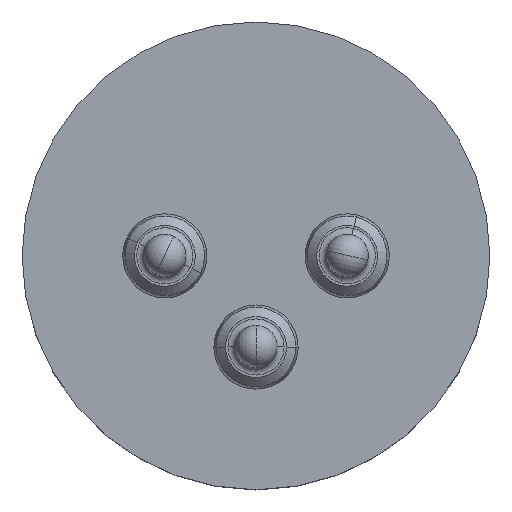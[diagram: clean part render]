
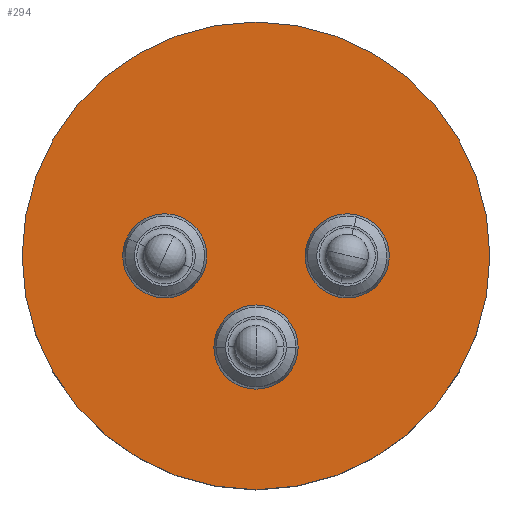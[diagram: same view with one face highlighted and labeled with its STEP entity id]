
A CAD part, top view. The second image highlights one B-rep face of the part: STEP entity #294.
In plain terms, the highlighted planar face has unit normal (0, 0, 1).
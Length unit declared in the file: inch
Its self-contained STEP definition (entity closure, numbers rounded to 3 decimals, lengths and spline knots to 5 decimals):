
#294 = ADVANCED_FACE ( 'NONE', ( #3041, #3042, #3044, #3040 ), #2855, .T. ) ;
#609 = ORIENTED_EDGE ( 'NONE', *, *, #916, .F. ) ;
#804 = VERTEX_POINT ( 'NONE', #3610 ) ;
#805 = VERTEX_POINT ( 'NONE', #3611 ) ;
#806 = VERTEX_POINT ( 'NONE', #3612 ) ;
#903 = EDGE_CURVE ( 'NONE', #804, #805, #4153, .T. ) ;
#904 = EDGE_CURVE ( 'NONE', #806, #4257, #4158, .T. ) ;
#908 = EDGE_CURVE ( 'NONE', #4260, #4258, #4162, .T. ) ;
#912 = EDGE_CURVE ( 'NONE', #4261, #4264, #4168, .T. ) ;
#916 = EDGE_CURVE ( 'NONE', #4257, #806, #4172, .T. ) ;
#917 = EDGE_CURVE ( 'NONE', #4264, #4261, #4177, .T. ) ;
#918 = EDGE_CURVE ( 'NONE', #4258, #4260, #4178, .T. ) ;
#919 = EDGE_CURVE ( 'NONE', #805, #804, #4179, .T. ) ;
#1067 = EDGE_LOOP ( 'NONE', ( #1088, #1089 ) ) ;
#1073 = EDGE_LOOP ( 'NONE', ( #1087, #609 ) ) ;
#1074 = EDGE_LOOP ( 'NONE', ( #1090, #1091 ) ) ;
#1075 = EDGE_LOOP ( 'NONE', ( #1092, #1093 ) ) ;
#1087 = ORIENTED_EDGE ( 'NONE', *, *, #904, .F. ) ;
#1088 = ORIENTED_EDGE ( 'NONE', *, *, #917, .T. ) ;
#1089 = ORIENTED_EDGE ( 'NONE', *, *, #912, .T. ) ;
#1090 = ORIENTED_EDGE ( 'NONE', *, *, #908, .F. ) ;
#1091 = ORIENTED_EDGE ( 'NONE', *, *, #918, .F. ) ;
#1092 = ORIENTED_EDGE ( 'NONE', *, *, #903, .F. ) ;
#1093 = ORIENTED_EDGE ( 'NONE', *, *, #919, .F. ) ;
#2855 = PLANE ( 'NONE',  #3078 ) ;
#2865 = CARTESIAN_POINT ( 'NONE',  ( 0., 0., 0.062 ) ) ;
#2866 = DIRECTION ( 'NONE',  ( 0., 0., 1. ) ) ;
#2867 = DIRECTION ( 'NONE',  ( 1., 0., 0. ) ) ;
#3040 = FACE_BOUND ( 'NONE', #1075, .T. ) ;
#3041 = FACE_BOUND ( 'NONE', #1073, .T. ) ;
#3042 = FACE_OUTER_BOUND ( 'NONE', #1067, .T. ) ;
#3044 = FACE_BOUND ( 'NONE', #1074, .T. ) ;
#3078 = AXIS2_PLACEMENT_3D ( 'NONE', #2865, #2866, #2867 ) ;
#3610 = CARTESIAN_POINT ( 'NONE',  ( 0.021, 0., 0.062 ) ) ;
#3611 = CARTESIAN_POINT ( 'NONE',  ( 0.057, 0., 0.062 ) ) ;
#3612 = CARTESIAN_POINT ( 'NONE',  ( -0.018, -0.039, 0.062 ) ) ;
#3865 = CARTESIAN_POINT ( 'NONE',  ( 0.039, 0., 0.062 ) ) ;
#3866 = DIRECTION ( 'NONE',  ( 0., 0., 1. ) ) ;
#3867 = DIRECTION ( 'NONE',  ( 1., 0., 0. ) ) ;
#3869 = CARTESIAN_POINT ( 'NONE',  ( 0., -0.039, 0.062 ) ) ;
#3870 = DIRECTION ( 'NONE',  ( 0., 0., 1. ) ) ;
#3871 = DIRECTION ( 'NONE',  ( 1., 0., 0. ) ) ;
#3879 = CARTESIAN_POINT ( 'NONE',  ( -0.039, 0., 0.062 ) ) ;
#3880 = DIRECTION ( 'NONE',  ( 0., 0., 1. ) ) ;
#3881 = DIRECTION ( 'NONE',  ( -1., 0., 0. ) ) ;
#3889 = CARTESIAN_POINT ( 'NONE',  ( 0., 0., 0.062 ) ) ;
#3890 = DIRECTION ( 'NONE',  ( 0., 0., 1. ) ) ;
#3891 = DIRECTION ( 'NONE',  ( 1., 0., 0. ) ) ;
#3896 = CARTESIAN_POINT ( 'NONE',  ( 0., -0.039, 0.062 ) ) ;
#3897 = DIRECTION ( 'NONE',  ( 0., 0., 1. ) ) ;
#3898 = DIRECTION ( 'NONE',  ( 1., 0., 0. ) ) ;
#3899 = CARTESIAN_POINT ( 'NONE',  ( 0., 0., 0.062 ) ) ;
#3900 = DIRECTION ( 'NONE',  ( 0., 0., 1. ) ) ;
#3901 = DIRECTION ( 'NONE',  ( 1., 0., 0. ) ) ;
#3902 = CARTESIAN_POINT ( 'NONE',  ( -0.039, 0., 0.062 ) ) ;
#3903 = DIRECTION ( 'NONE',  ( 0., 0., 1. ) ) ;
#3904 = DIRECTION ( 'NONE',  ( -1., 0., 0. ) ) ;
#3905 = CARTESIAN_POINT ( 'NONE',  ( 0.039, 0., 0.062 ) ) ;
#3906 = DIRECTION ( 'NONE',  ( 0., 0., 1. ) ) ;
#3907 = DIRECTION ( 'NONE',  ( 1., 0., 0. ) ) ;
#3995 = CARTESIAN_POINT ( 'NONE',  ( -0.057, 0., 0.062 ) ) ;
#3996 = CARTESIAN_POINT ( 'NONE',  ( -0.021, 0., 0.062 ) ) ;
#3997 = CARTESIAN_POINT ( 'NONE',  ( 0.018, -0.039, 0.062 ) ) ;
#3999 = CARTESIAN_POINT ( 'NONE',  ( 0.1, 0., 0.062 ) ) ;
#4000 = CARTESIAN_POINT ( 'NONE',  ( -0.1, 0., 0.062 ) ) ;
#4089 = AXIS2_PLACEMENT_3D ( 'NONE', #3865, #3866, #3867 ) ;
#4090 = AXIS2_PLACEMENT_3D ( 'NONE', #3869, #3870, #3871 ) ;
#4092 = AXIS2_PLACEMENT_3D ( 'NONE', #3879, #3880, #3881 ) ;
#4094 = AXIS2_PLACEMENT_3D ( 'NONE', #3889, #3890, #3891 ) ;
#4096 = AXIS2_PLACEMENT_3D ( 'NONE', #3896, #3897, #3898 ) ;
#4097 = AXIS2_PLACEMENT_3D ( 'NONE', #3899, #3900, #3901 ) ;
#4098 = AXIS2_PLACEMENT_3D ( 'NONE', #3902, #3903, #3904 ) ;
#4099 = AXIS2_PLACEMENT_3D ( 'NONE', #3905, #3906, #3907 ) ;
#4153 = CIRCLE ( 'NONE', #4089, 0.018 ) ;
#4158 = CIRCLE ( 'NONE', #4090, 0.018 ) ;
#4162 = CIRCLE ( 'NONE', #4092, 0.018 ) ;
#4168 = CIRCLE ( 'NONE', #4094, 0.1 ) ;
#4172 = CIRCLE ( 'NONE', #4096, 0.018 ) ;
#4177 = CIRCLE ( 'NONE', #4097, 0.1 ) ;
#4178 = CIRCLE ( 'NONE', #4098, 0.018 ) ;
#4179 = CIRCLE ( 'NONE', #4099, 0.018 ) ;
#4257 = VERTEX_POINT ( 'NONE', #3997 ) ;
#4258 = VERTEX_POINT ( 'NONE', #3996 ) ;
#4260 = VERTEX_POINT ( 'NONE', #3995 ) ;
#4261 = VERTEX_POINT ( 'NONE', #3999 ) ;
#4264 = VERTEX_POINT ( 'NONE', #4000 ) ;
